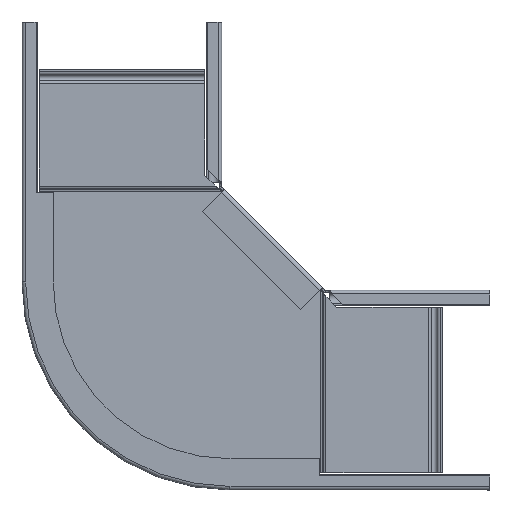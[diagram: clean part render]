
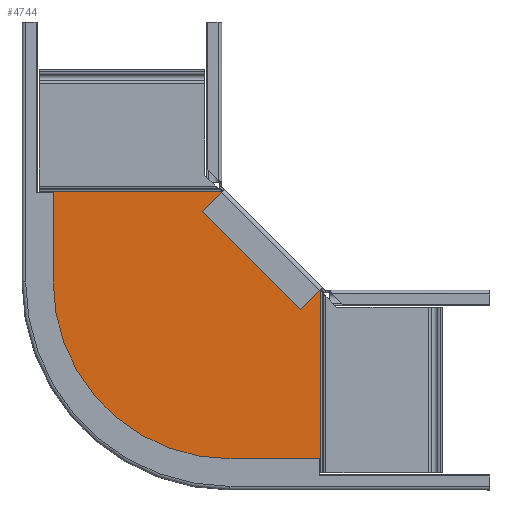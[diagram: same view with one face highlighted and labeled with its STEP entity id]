
A CAD part, front view. The second image highlights one B-rep face of the part: STEP entity #4744.
In plain terms, the highlighted planar face has unit normal (0, -1, 0).
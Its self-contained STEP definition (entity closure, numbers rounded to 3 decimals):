
#18 = LINE ( 'NONE', #2176, #3310 ) ;
#83 = ORIENTED_EDGE ( 'NONE', *, *, #3107, .F. ) ;
#222 = VECTOR ( 'NONE', #4658, 1000. ) ;
#296 = CIRCLE ( 'NONE', #3469, 98.25 ) ;
#399 = CARTESIAN_POINT ( 'NONE',  ( -19.662, -0.75, 24.071 ) ) ;
#524 = CARTESIAN_POINT ( 'NONE',  ( -24.071, -0.75, 24.071 ) ) ;
#525 = EDGE_CURVE ( 'NONE', #1706, #1597, #4597, .T. ) ;
#576 = CARTESIAN_POINT ( 'NONE',  ( 23.412, -0.75, -117.912 ) ) ;
#669 = EDGE_CURVE ( 'NONE', #3265, #936, #4349, .T. ) ;
#804 = VERTEX_POINT ( 'NONE', #2274 ) ;
#845 = DIRECTION ( 'NONE',  ( 0., 0., -1. ) ) ;
#872 = EDGE_LOOP ( 'NONE', ( #5182, #2934, #3232, #3164, #5547, #4069, #2209, #2227, #4790, #83 ) ) ;
#936 = VERTEX_POINT ( 'NONE', #2046 ) ;
#1045 = EDGE_CURVE ( 'NONE', #4286, #1706, #1674, .T. ) ;
#1083 = CARTESIAN_POINT ( 'NONE',  ( -117.912, -0.75, -19.662 ) ) ;
#1171 = LINE ( 'NONE', #4530, #3146 ) ;
#1392 = EDGE_CURVE ( 'NONE', #2121, #2571, #296, .T. ) ;
#1558 = CARTESIAN_POINT ( 'NONE',  ( -117.912, -0.75, -19.662 ) ) ;
#1597 = VERTEX_POINT ( 'NONE', #576 ) ;
#1621 = VECTOR ( 'NONE', #3550, 1000. ) ;
#1674 = LINE ( 'NONE', #4719, #3726 ) ;
#1706 = VERTEX_POINT ( 'NONE', #3749 ) ;
#1730 = CARTESIAN_POINT ( 'NONE',  ( 24.071, -0.75, -24.071 ) ) ;
#1807 = FACE_OUTER_BOUND ( 'NONE', #872, .T. ) ;
#1832 = CARTESIAN_POINT ( 'NONE',  ( -19.662, -0.75, -19.662 ) ) ;
#1837 = CARTESIAN_POINT ( 'NONE',  ( 24.071, -0.75, -111.412 ) ) ;
#1955 = CARTESIAN_POINT ( 'NONE',  ( -19.662, -0.75, -19.662 ) ) ;
#1963 = AXIS2_PLACEMENT_3D ( 'NONE', #1832, #4759, #2993 ) ;
#1989 = LINE ( 'NONE', #1083, #2956 ) ;
#2004 = CARTESIAN_POINT ( 'NONE',  ( -117.912, -0.75, 23.412 ) ) ;
#2007 = CARTESIAN_POINT ( 'NONE',  ( -19.662, -0.75, -117.912 ) ) ;
#2046 = CARTESIAN_POINT ( 'NONE',  ( -111.412, -0.75, 24.071 ) ) ;
#2121 = VERTEX_POINT ( 'NONE', #5127 ) ;
#2133 = DIRECTION ( 'NONE',  ( -1., 0., 0. ) ) ;
#2176 = CARTESIAN_POINT ( 'NONE',  ( -111.412, -0.75, 75.912 ) ) ;
#2209 = ORIENTED_EDGE ( 'NONE', *, *, #4005, .T. ) ;
#2227 = ORIENTED_EDGE ( 'NONE', *, *, #525, .F. ) ;
#2274 = CARTESIAN_POINT ( 'NONE',  ( -111.412, -0.75, 23.412 ) ) ;
#2410 = DIRECTION ( 'NONE',  ( 0., 0., -1. ) ) ;
#2449 = CARTESIAN_POINT ( 'NONE',  ( 23.412, -0.75, -117.912 ) ) ;
#2571 = VERTEX_POINT ( 'NONE', #1558 ) ;
#2893 = EDGE_CURVE ( 'NONE', #3265, #4181, #5370, .T. ) ;
#2897 = LINE ( 'NONE', #2007, #222 ) ;
#2917 = LINE ( 'NONE', #2004, #3765 ) ;
#2934 = ORIENTED_EDGE ( 'NONE', *, *, #669, .T. ) ;
#2956 = VECTOR ( 'NONE', #4634, 1000. ) ;
#2993 = DIRECTION ( 'NONE',  ( 0., 0., -1. ) ) ;
#3091 = EDGE_CURVE ( 'NONE', #2571, #3213, #1989, .T. ) ;
#3107 = EDGE_CURVE ( 'NONE', #4181, #4286, #1171, .T. ) ;
#3146 = VECTOR ( 'NONE', #2410, 1000. ) ;
#3164 = ORIENTED_EDGE ( 'NONE', *, *, #4506, .T. ) ;
#3213 = VERTEX_POINT ( 'NONE', #3446 ) ;
#3227 = CARTESIAN_POINT ( 'NONE',  ( -12.021, -0.75, 12.021 ) ) ;
#3232 = ORIENTED_EDGE ( 'NONE', *, *, #4085, .T. ) ;
#3265 = VERTEX_POINT ( 'NONE', #524 ) ;
#3310 = VECTOR ( 'NONE', #845, 1000. ) ;
#3446 = CARTESIAN_POINT ( 'NONE',  ( -117.912, -0.75, 23.412 ) ) ;
#3465 = PLANE ( 'NONE',  #1963 ) ;
#3469 = AXIS2_PLACEMENT_3D ( 'NONE', #1955, #3679, #3734 ) ;
#3550 = DIRECTION ( 'NONE',  ( 0., 0., -1. ) ) ;
#3679 = DIRECTION ( 'NONE',  ( 0., 1., 0. ) ) ;
#3726 = VECTOR ( 'NONE', #4694, 1000. ) ;
#3734 = DIRECTION ( 'NONE',  ( 0., 0., -1. ) ) ;
#3749 = CARTESIAN_POINT ( 'NONE',  ( 23.412, -0.75, -111.412 ) ) ;
#3765 = VECTOR ( 'NONE', #5563, 1000. ) ;
#4005 = EDGE_CURVE ( 'NONE', #2121, #1597, #2897, .T. ) ;
#4069 = ORIENTED_EDGE ( 'NONE', *, *, #1392, .F. ) ;
#4085 = EDGE_CURVE ( 'NONE', #936, #804, #18, .T. ) ;
#4181 = VERTEX_POINT ( 'NONE', #1730 ) ;
#4286 = VERTEX_POINT ( 'NONE', #1837 ) ;
#4341 = VECTOR ( 'NONE', #2133, 1000. ) ;
#4349 = LINE ( 'NONE', #399, #4341 ) ;
#4452 = DIRECTION ( 'NONE',  ( 0.707, 0., -0.707 ) ) ;
#4506 = EDGE_CURVE ( 'NONE', #804, #3213, #2917, .T. ) ;
#4530 = CARTESIAN_POINT ( 'NONE',  ( 24.071, -0.75, -19.662 ) ) ;
#4597 = LINE ( 'NONE', #2449, #1621 ) ;
#4634 = DIRECTION ( 'NONE',  ( 0., 0., 1. ) ) ;
#4658 = DIRECTION ( 'NONE',  ( 1., 0., 0. ) ) ;
#4694 = DIRECTION ( 'NONE',  ( -1., 0., 0. ) ) ;
#4719 = CARTESIAN_POINT ( 'NONE',  ( 75.912, -0.75, -111.412 ) ) ;
#4744 = ADVANCED_FACE ( 'NONE', ( #1807 ), #3465, .T. ) ;
#4759 = DIRECTION ( 'NONE',  ( 0., -1., 0. ) ) ;
#4790 = ORIENTED_EDGE ( 'NONE', *, *, #1045, .F. ) ;
#5127 = CARTESIAN_POINT ( 'NONE',  ( -19.662, -0.75, -117.912 ) ) ;
#5182 = ORIENTED_EDGE ( 'NONE', *, *, #2893, .F. ) ;
#5286 = VECTOR ( 'NONE', #4452, 1000. ) ;
#5370 = LINE ( 'NONE', #3227, #5286 ) ;
#5547 = ORIENTED_EDGE ( 'NONE', *, *, #3091, .F. ) ;
#5563 = DIRECTION ( 'NONE',  ( -1., 0., 0. ) ) ;
